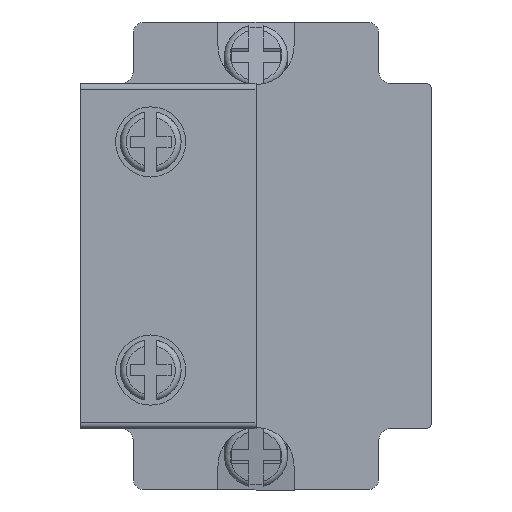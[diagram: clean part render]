
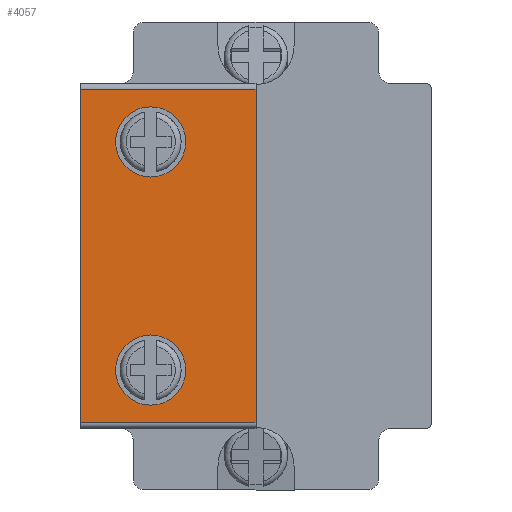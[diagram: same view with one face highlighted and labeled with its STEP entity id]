
A CAD part, front view. The second image highlights one B-rep face of the part: STEP entity #4057.
In plain terms, the highlighted planar face has unit normal (0, -1, 0).
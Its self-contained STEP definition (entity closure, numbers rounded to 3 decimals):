
#57 = EDGE_CURVE ( 'NONE', #5318, #194, #1690, .T. ) ;
#117 = CARTESIAN_POINT ( 'NONE',  ( 0., 17.8, -14.25 ) ) ;
#194 = VERTEX_POINT ( 'NONE', #1022 ) ;
#199 = AXIS2_PLACEMENT_3D ( 'NONE', #3311, #3800, #3719 ) ;
#300 = DIRECTION ( 'NONE',  ( 0., 0., -1. ) ) ;
#331 = CIRCLE ( 'NONE', #4095, 3. ) ;
#607 = DIRECTION ( 'NONE',  ( 1., 0., 0. ) ) ;
#678 = CIRCLE ( 'NONE', #199, 3. ) ;
#691 = FACE_BOUND ( 'NONE', #2764, .T. ) ;
#702 = VECTOR ( 'NONE', #3185, 1000. ) ;
#854 = ORIENTED_EDGE ( 'NONE', *, *, #3840, .F. ) ;
#876 = PLANE ( 'NONE',  #2657 ) ;
#966 = CARTESIAN_POINT ( 'NONE',  ( -9., 17.8, -12.75 ) ) ;
#1022 = CARTESIAN_POINT ( 'NONE',  ( -9., 17.8, -6.75 ) ) ;
#1212 = EDGE_CURVE ( 'NONE', #1247, #3154, #2327, .T. ) ;
#1247 = VERTEX_POINT ( 'NONE', #2885 ) ;
#1275 = CARTESIAN_POINT ( 'NONE',  ( -9., 17.8, 9.75 ) ) ;
#1367 = ORIENTED_EDGE ( 'NONE', *, *, #1532, .F. ) ;
#1487 = ORIENTED_EDGE ( 'NONE', *, *, #5263, .F. ) ;
#1492 = CARTESIAN_POINT ( 'NONE',  ( 15., 17.8, -14.25 ) ) ;
#1532 = EDGE_CURVE ( 'NONE', #1550, #2153, #5616, .T. ) ;
#1550 = VERTEX_POINT ( 'NONE', #2750 ) ;
#1590 = VERTEX_POINT ( 'NONE', #5996 ) ;
#1690 = CIRCLE ( 'NONE', #3561, 3. ) ;
#1750 = DIRECTION ( 'NONE',  ( 0., 0., 1. ) ) ;
#1876 = CARTESIAN_POINT ( 'NONE',  ( -9., 17.8, -9.75 ) ) ;
#1883 = CARTESIAN_POINT ( 'NONE',  ( 0., 17.8, 14.75 ) ) ;
#1914 = FACE_OUTER_BOUND ( 'NONE', #3221, .T. ) ;
#2153 = VERTEX_POINT ( 'NONE', #3425 ) ;
#2236 = VECTOR ( 'NONE', #5582, 1000. ) ;
#2327 = LINE ( 'NONE', #1883, #3256 ) ;
#2345 = DIRECTION ( 'NONE',  ( 0., -1., 0. ) ) ;
#2657 = AXIS2_PLACEMENT_3D ( 'NONE', #4060, #2716, #1750 ) ;
#2691 = CIRCLE ( 'NONE', #5276, 3. ) ;
#2711 = CARTESIAN_POINT ( 'NONE',  ( 15., 17.8, 14.25 ) ) ;
#2716 = DIRECTION ( 'NONE',  ( 0., 1., 0. ) ) ;
#2750 = CARTESIAN_POINT ( 'NONE',  ( -15., 17.8, -14.25 ) ) ;
#2764 = EDGE_LOOP ( 'NONE', ( #4601, #1487 ) ) ;
#2771 = FACE_BOUND ( 'NONE', #4771, .T. ) ;
#2885 = CARTESIAN_POINT ( 'NONE',  ( 0., 17.8, 14.25 ) ) ;
#3154 = VERTEX_POINT ( 'NONE', #117 ) ;
#3185 = DIRECTION ( 'NONE',  ( -1., 0., 0. ) ) ;
#3221 = EDGE_LOOP ( 'NONE', ( #1367, #5088, #4992, #4693 ) ) ;
#3250 = CARTESIAN_POINT ( 'NONE',  ( -9., 17.8, 12.75 ) ) ;
#3256 = VECTOR ( 'NONE', #3295, 1000. ) ;
#3295 = DIRECTION ( 'NONE',  ( 0., 0., -1. ) ) ;
#3311 = CARTESIAN_POINT ( 'NONE',  ( -9., 17.8, -9.75 ) ) ;
#3425 = CARTESIAN_POINT ( 'NONE',  ( -15., 17.8, 14.25 ) ) ;
#3557 = EDGE_CURVE ( 'NONE', #1247, #2153, #4165, .T. ) ;
#3561 = AXIS2_PLACEMENT_3D ( 'NONE', #1876, #2345, #5014 ) ;
#3719 = DIRECTION ( 'NONE',  ( 0., 0., -1. ) ) ;
#3768 = VERTEX_POINT ( 'NONE', #3250 ) ;
#3800 = DIRECTION ( 'NONE',  ( 0., -1., 0. ) ) ;
#3840 = EDGE_CURVE ( 'NONE', #3768, #1590, #331, .T. ) ;
#3856 = VECTOR ( 'NONE', #607, 1000. ) ;
#4057 = ADVANCED_FACE ( 'NONE', ( #2771, #691, #1914 ), #876, .F. ) ;
#4060 = CARTESIAN_POINT ( 'NONE',  ( 15., 17.8, -14.75 ) ) ;
#4072 = LINE ( 'NONE', #1492, #3856 ) ;
#4095 = AXIS2_PLACEMENT_3D ( 'NONE', #4321, #5132, #4276 ) ;
#4165 = LINE ( 'NONE', #2711, #702 ) ;
#4276 = DIRECTION ( 'NONE',  ( 0., 0., -1. ) ) ;
#4321 = CARTESIAN_POINT ( 'NONE',  ( -9., 17.8, 9.75 ) ) ;
#4485 = DIRECTION ( 'NONE',  ( 0., -1., 0. ) ) ;
#4601 = ORIENTED_EDGE ( 'NONE', *, *, #57, .F. ) ;
#4674 = CARTESIAN_POINT ( 'NONE',  ( -15., 17.8, -14.75 ) ) ;
#4693 = ORIENTED_EDGE ( 'NONE', *, *, #3557, .T. ) ;
#4771 = EDGE_LOOP ( 'NONE', ( #4864, #854 ) ) ;
#4775 = EDGE_CURVE ( 'NONE', #1550, #3154, #4072, .T. ) ;
#4864 = ORIENTED_EDGE ( 'NONE', *, *, #4951, .F. ) ;
#4951 = EDGE_CURVE ( 'NONE', #1590, #3768, #2691, .T. ) ;
#4992 = ORIENTED_EDGE ( 'NONE', *, *, #1212, .F. ) ;
#5014 = DIRECTION ( 'NONE',  ( 0., 0., -1. ) ) ;
#5088 = ORIENTED_EDGE ( 'NONE', *, *, #4775, .T. ) ;
#5132 = DIRECTION ( 'NONE',  ( 0., -1., 0. ) ) ;
#5263 = EDGE_CURVE ( 'NONE', #194, #5318, #678, .T. ) ;
#5276 = AXIS2_PLACEMENT_3D ( 'NONE', #1275, #4485, #300 ) ;
#5318 = VERTEX_POINT ( 'NONE', #966 ) ;
#5582 = DIRECTION ( 'NONE',  ( 0., 0., 1. ) ) ;
#5616 = LINE ( 'NONE', #4674, #2236 ) ;
#5996 = CARTESIAN_POINT ( 'NONE',  ( -9., 17.8, 6.75 ) ) ;
